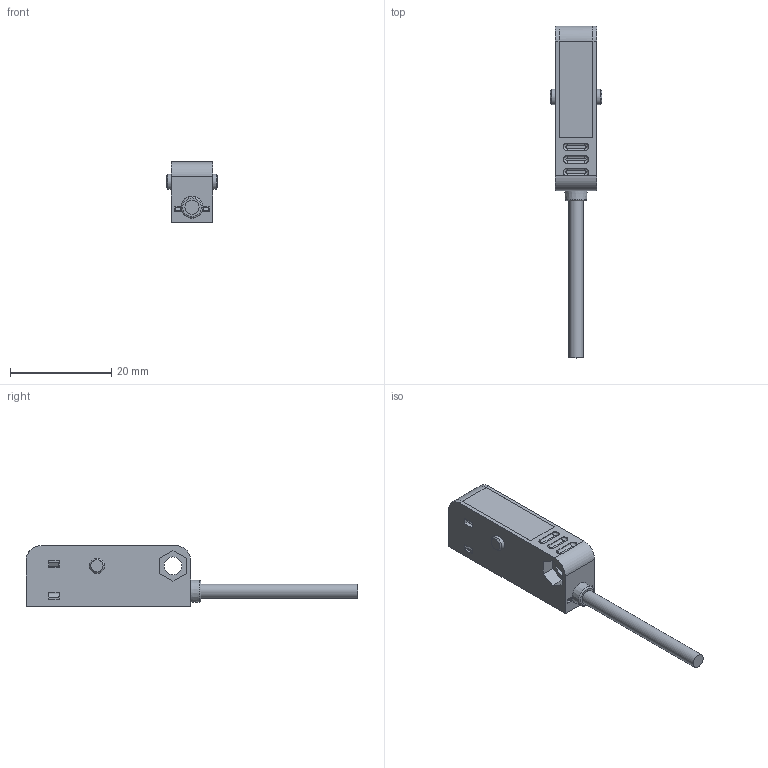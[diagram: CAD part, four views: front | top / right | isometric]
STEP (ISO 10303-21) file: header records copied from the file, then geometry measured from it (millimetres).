
FILE_DESCRIPTION(/* description */ (''),/* implementation_level */ '2;1');
FILE_NAME(/* name */ '',/* time_stamp */ '2022-10-07T09:10:08+08:00',/* author */ (''),/* organization */ (''),/* preprocessor_version */ 'ST-DEVELOPER v14',/* originating_system */ 'SIEMENS PLM Software NX 8.0',/* authorisation */ '');
FILE_SCHEMA (('AUTOMOTIVE_DESIGN { 1 0 10303 214 3 1 1 1 }'));
Length unit declared in the file: millimetre
Products named in the file (1): Admi449424EAcw3p
Bounding box: 10.2 x 65.5 x 12 mm (x, y, z)
Volume: 3223.4 mm3; surface area: 2068.7 mm2
Topology: 1 solids, 1 shells, 167 faces, 423 edges, 275 vertices
Faces by surface type: plane 134, cylinder 23, bspline 6, cone 3, torus 1
Full cylindrical faces by diameter (mm): 2.8 x1, 3 x3, 3.5 x1
Entity records: 5008 total; most frequent: CARTESIAN_POINT 953, ORIENTED_EDGE 822, DIRECTION 791, EDGE_CURVE 411, LINE 351, VECTOR 351, VERTEX_POINT 272, AXIS2_PLACEMENT_3D 220
